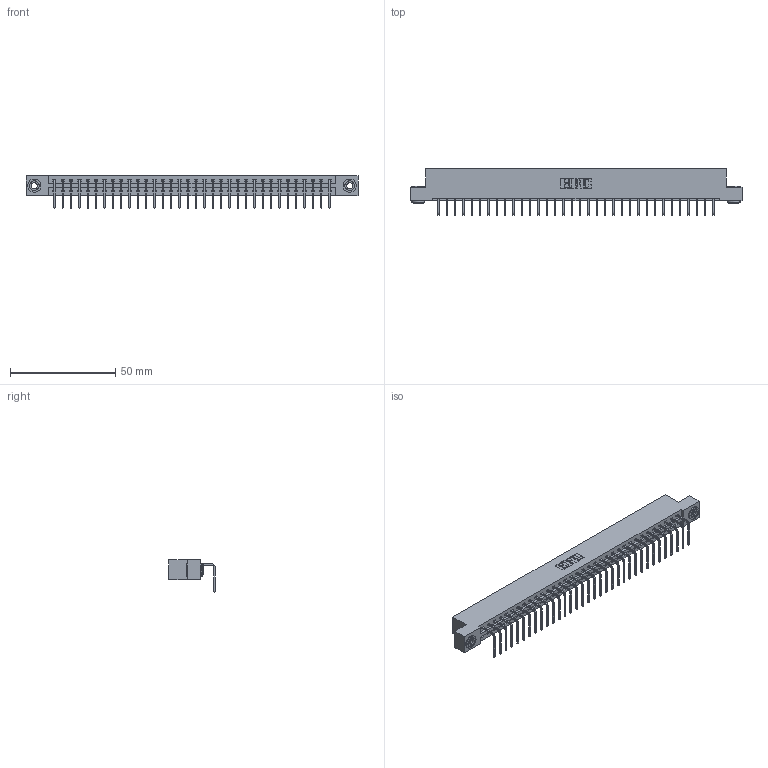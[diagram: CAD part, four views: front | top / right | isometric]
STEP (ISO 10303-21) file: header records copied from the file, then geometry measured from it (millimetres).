
FILE_DESCRIPTION (( 'STEP AP203' ), '1' );
FILE_NAME ('387-034-558-103.STEP', '2018-09-18T21:20:03', ( '' ), ( '' ), 'SwSTEP 2.0', 'SolidWorks 2016', '' );
FILE_SCHEMA (( 'CONFIG_CONTROL_DESIGN' ));
Length unit declared in the file: inch
Products named in the file (4): 345-250-002_345-250-002-102; 387-034-558-103; 337 Part_Flush Mounting Lugs - 0.156 Dia-TH; 345-292-001_558 Tail - 2
Assembly tree (37 placements, depth 2):
  387-034-558-103
    337 Part_Flush Mounting Lugs - 0.156 Dia-TH
    345-292-001_558 Tail - 2  x34
    345-250-002_345-250-002-102  x2
Bounding box: 157.73 x 22.17 x 15.37 mm (x, y, z)
Volume: 16426.4 mm3; surface area: 17858.5 mm2
Topology: 37 solids, 37 shells, 2328 faces, 6983 edges, 4606 vertices
Faces by surface type: plane 1712, cylinder 608, cone 8
Entity records: 27042 total; most frequent: CARTESIAN_POINT 4687, ORIENTED_EDGE 4650, DIRECTION 3995, EDGE_CURVE 2325, VECTOR 2173, LINE 2173, VERTEX_POINT 1546, AXIS2_PLACEMENT_3D 911
